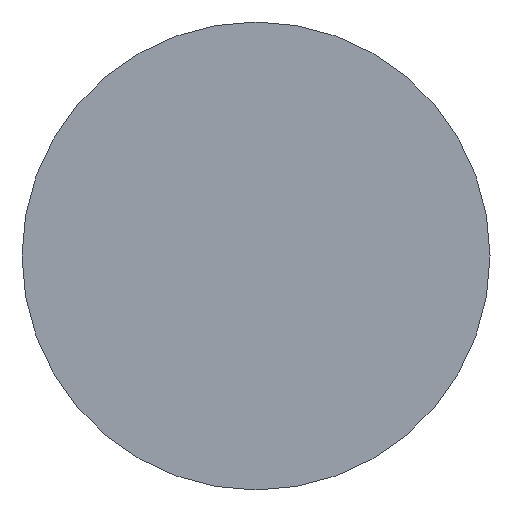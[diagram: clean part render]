
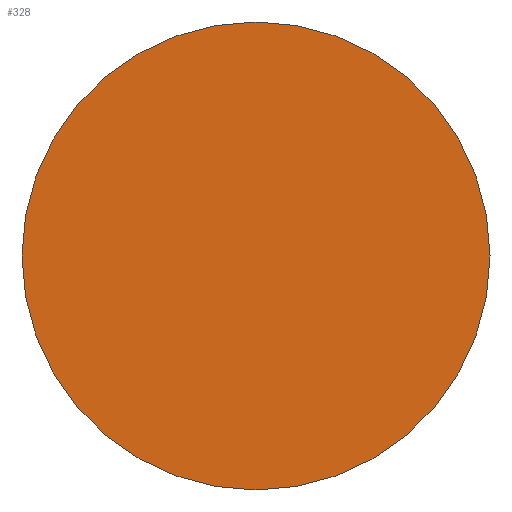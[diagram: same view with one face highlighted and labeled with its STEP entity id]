
A CAD part, front view. The second image highlights one B-rep face of the part: STEP entity #328.
In plain terms, the highlighted planar face has unit normal (0, -1, 0).
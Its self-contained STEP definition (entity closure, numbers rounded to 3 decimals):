
#1 = DIRECTION ( 'NONE',  ( 0., 0., 1. ) ) ;
#41 = ORIENTED_EDGE ( 'NONE', *, *, #90, .F. ) ;
#43 = VERTEX_POINT ( 'NONE', #329 ) ;
#49 = DIRECTION ( 'NONE',  ( 0., 1., 0. ) ) ;
#55 = CARTESIAN_POINT ( 'NONE',  ( -14.762, 19.949, 0. ) ) ;
#70 = DIRECTION ( 'NONE',  ( 0., 0., 1. ) ) ;
#80 = DIRECTION ( 'NONE',  ( 0., 0., -1. ) ) ;
#90 = EDGE_CURVE ( 'NONE', #249, #43, #199, .T. ) ;
#96 = FACE_OUTER_BOUND ( 'NONE', #303, .T. ) ;
#104 = CARTESIAN_POINT ( 'NONE',  ( -14.762, 19.949, -2.5 ) ) ;
#105 = CARTESIAN_POINT ( 'NONE',  ( -14.762, 19.949, 0. ) ) ;
#121 = AXIS2_PLACEMENT_3D ( 'NONE', #105, #242, #80 ) ;
#142 = ORIENTED_EDGE ( 'NONE', *, *, #250, .F. ) ;
#199 = CIRCLE ( 'NONE', #222, 2.5 ) ;
#222 = AXIS2_PLACEMENT_3D ( 'NONE', #284, #49, #70 ) ;
#242 = DIRECTION ( 'NONE',  ( 0., -1., 0. ) ) ;
#246 = CIRCLE ( 'NONE', #271, 2.5 ) ;
#249 = VERTEX_POINT ( 'NONE', #104 ) ;
#250 = EDGE_CURVE ( 'NONE', #43, #249, #246, .T. ) ;
#258 = DIRECTION ( 'NONE',  ( 0., 1., 0. ) ) ;
#271 = AXIS2_PLACEMENT_3D ( 'NONE', #55, #258, #1 ) ;
#284 = CARTESIAN_POINT ( 'NONE',  ( -14.762, 19.949, 0. ) ) ;
#303 = EDGE_LOOP ( 'NONE', ( #142, #41 ) ) ;
#318 = PLANE ( 'NONE',  #121 ) ;
#328 = ADVANCED_FACE ( 'NONE', ( #96 ), #318, .T. ) ;
#329 = CARTESIAN_POINT ( 'NONE',  ( -14.762, 19.949, 2.5 ) ) ;
